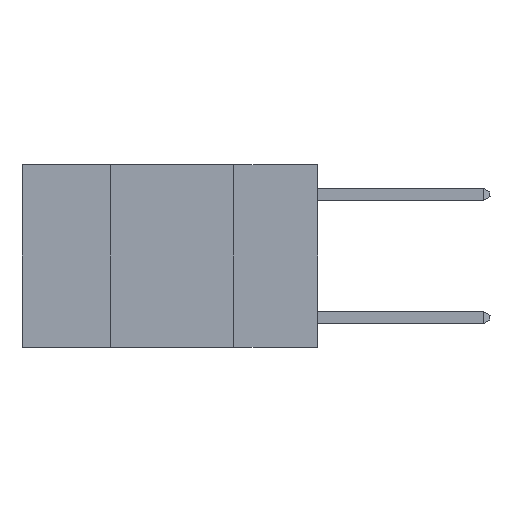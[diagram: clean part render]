
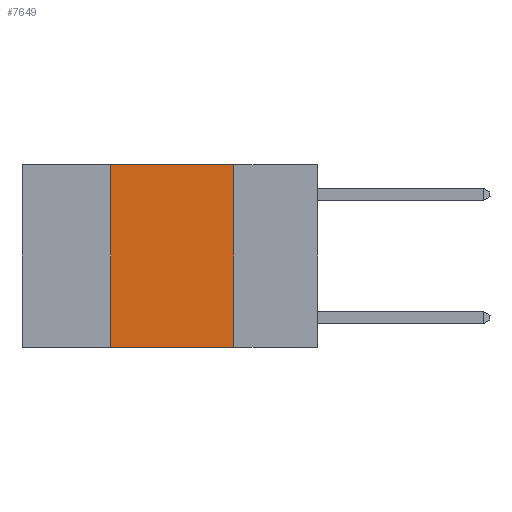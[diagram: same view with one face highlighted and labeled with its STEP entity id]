
A CAD part, left-side view. The second image highlights one B-rep face of the part: STEP entity #7649.
In plain terms, the highlighted planar face has unit normal (-1, 0, 0).
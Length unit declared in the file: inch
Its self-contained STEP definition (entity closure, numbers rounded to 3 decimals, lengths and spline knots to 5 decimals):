
#1250 = LINE ( 'NONE', #8443, #23275 ) ;
#1395 = AXIS2_PLACEMENT_3D ( 'NONE', #6578, #15663, #15879 ) ;
#1636 = DIRECTION ( 'NONE',  ( 0., -1., 0. ) ) ;
#2565 = ORIENTED_EDGE ( 'NONE', *, *, #20939, .F. ) ;
#4629 = EDGE_CURVE ( 'NONE', #16139, #7173, #21581, .T. ) ;
#5286 = CARTESIAN_POINT ( 'NONE',  ( 0., 0.42, 0. ) ) ;
#5536 = VECTOR ( 'NONE', #13592, 39.37008 ) ;
#5852 = VERTEX_POINT ( 'NONE', #5286 ) ;
#6550 = VECTOR ( 'NONE', #15781, 39.37008 ) ;
#6578 = CARTESIAN_POINT ( 'NONE',  ( 0., 0.6, 0. ) ) ;
#6953 = EDGE_CURVE ( 'NONE', #5852, #22525, #1250, .T. ) ;
#7173 = VERTEX_POINT ( 'NONE', #15351 ) ;
#7258 = ORIENTED_EDGE ( 'NONE', *, *, #6953, .F. ) ;
#7649 = ADVANCED_FACE ( 'NONE', ( #11923 ), #12036, .F. ) ;
#8443 = CARTESIAN_POINT ( 'NONE',  ( 0., 0.6, 0. ) ) ;
#8716 = CARTESIAN_POINT ( 'NONE',  ( 0., 0.17, 0. ) ) ;
#10381 = CARTESIAN_POINT ( 'NONE',  ( 0., 0.6, -0.37 ) ) ;
#11043 = VECTOR ( 'NONE', #1636, 39.37008 ) ;
#11923 = FACE_OUTER_BOUND ( 'NONE', #16401, .T. ) ;
#12036 = PLANE ( 'NONE',  #1395 ) ;
#13592 = DIRECTION ( 'NONE',  ( 0., 0., 1. ) ) ;
#14019 = LINE ( 'NONE', #8716, #6550 ) ;
#14067 = EDGE_CURVE ( 'NONE', #16139, #5852, #17693, .T. ) ;
#14661 = ORIENTED_EDGE ( 'NONE', *, *, #4629, .T. ) ;
#15351 = CARTESIAN_POINT ( 'NONE',  ( 0., 0.17, -0.37 ) ) ;
#15636 = DIRECTION ( 'NONE',  ( 0., -1., 0. ) ) ;
#15663 = DIRECTION ( 'NONE',  ( 1., 0., 0. ) ) ;
#15690 = CARTESIAN_POINT ( 'NONE',  ( 0., 0.42, 0. ) ) ;
#15710 = ORIENTED_EDGE ( 'NONE', *, *, #14067, .F. ) ;
#15781 = DIRECTION ( 'NONE',  ( 0., 0., -1. ) ) ;
#15879 = DIRECTION ( 'NONE',  ( 0., 0., -1. ) ) ;
#16139 = VERTEX_POINT ( 'NONE', #21631 ) ;
#16401 = EDGE_LOOP ( 'NONE', ( #2565, #7258, #15710, #14661 ) ) ;
#17693 = LINE ( 'NONE', #15690, #5536 ) ;
#20748 = CARTESIAN_POINT ( 'NONE',  ( 0., 0.17, 0. ) ) ;
#20939 = EDGE_CURVE ( 'NONE', #22525, #7173, #14019, .T. ) ;
#21581 = LINE ( 'NONE', #10381, #11043 ) ;
#21631 = CARTESIAN_POINT ( 'NONE',  ( 0., 0.42, -0.37 ) ) ;
#22525 = VERTEX_POINT ( 'NONE', #20748 ) ;
#23275 = VECTOR ( 'NONE', #15636, 39.37008 ) ;
